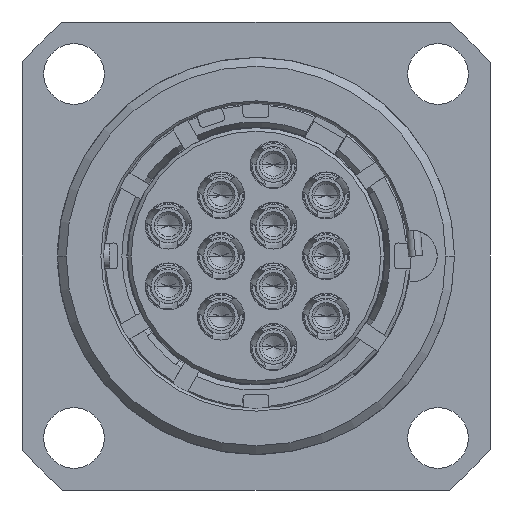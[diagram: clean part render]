
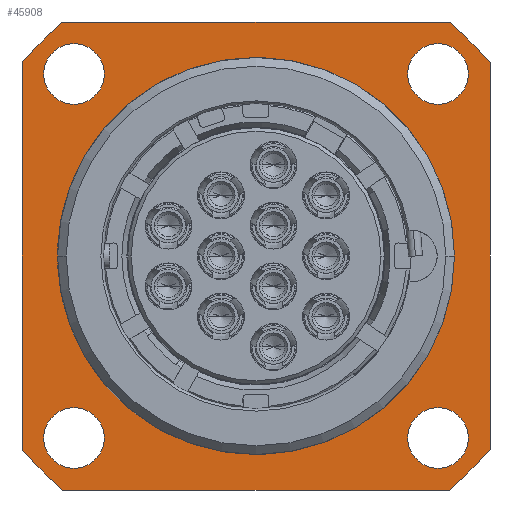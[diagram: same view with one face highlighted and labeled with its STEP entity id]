
A CAD part, left-side view. The second image highlights one B-rep face of the part: STEP entity #45908.
In plain terms, the highlighted planar face has unit normal (-1, 0, 0).
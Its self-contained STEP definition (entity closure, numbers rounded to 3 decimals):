
#13217=CARTESIAN_POINT('',(5.6,0.,0.));
#13218=DIRECTION('',(-1.,0.,0.));
#13219=DIRECTION('',(0.,0.998,-0.061));
#13220=AXIS2_PLACEMENT_3D('',#13217,#13218,#13219);
#13235=DIRECTION('',(0.,1.,0.));
#13236=VECTOR('',#13235,0.19);
#13237=CARTESIAN_POINT('',(5.6,11.239,-0.7));
#13238=LINE('2046',#13237,#13236);
#13252=DIRECTION('',(0.,1.,0.));
#13253=VECTOR('',#13252,0.19);
#13254=CARTESIAN_POINT('',(5.6,11.239,0.7));
#13255=LINE('2045',#13254,#13253);
#13268=DIRECTION('',(0.,0.,1.));
#13269=VECTOR('',#13268,22.271);
#13270=CARTESIAN_POINT('',(5.6,-13.5,-11.136));
#13271=LINE('1895',#13270,#13269);
#13272=CARTESIAN_POINT('',(5.6,0.,0.));
#13273=DIRECTION('',(-1.,0.,0.));
#13274=DIRECTION('',(0.,-0.636,-0.771));
#13275=AXIS2_PLACEMENT_3D('',#13272,#13273,#13274);
#13277=DIRECTION('',(0.,-1.,0.));
#13278=VECTOR('',#13277,22.271);
#13279=CARTESIAN_POINT('',(5.6,11.136,-13.5));
#13280=LINE('1897',#13279,#13278);
#13281=CARTESIAN_POINT('',(5.6,0.,0.));
#13282=DIRECTION('',(-1.,0.,0.));
#13283=DIRECTION('',(0.,0.771,-0.636));
#13284=AXIS2_PLACEMENT_3D('',#13281,#13282,#13283);
#13286=DIRECTION('',(0.,0.,-1.));
#13287=VECTOR('',#13286,22.271);
#13288=CARTESIAN_POINT('',(5.6,13.5,11.136));
#13289=LINE('1899',#13288,#13287);
#13290=CARTESIAN_POINT('',(5.6,0.,0.));
#13291=DIRECTION('',(-1.,0.,0.));
#13292=DIRECTION('',(0.,0.636,0.771));
#13293=AXIS2_PLACEMENT_3D('',#13290,#13291,#13292);
#13295=DIRECTION('',(0.,1.,0.));
#13296=VECTOR('',#13295,22.271);
#13297=CARTESIAN_POINT('',(5.6,-11.136,13.5));
#13298=LINE('1901',#13297,#13296);
#13299=CARTESIAN_POINT('',(5.6,0.,0.));
#13300=DIRECTION('',(-1.,0.,0.));
#13301=DIRECTION('',(0.,-0.771,0.636));
#13302=AXIS2_PLACEMENT_3D('',#13299,#13300,#13301);
#13304=CARTESIAN_POINT('',(5.6,10.5,10.5));
#13305=DIRECTION('',(1.,0.,0.));
#13306=DIRECTION('',(0.,1.,0.));
#13307=AXIS2_PLACEMENT_3D('',#13304,#13305,#13306);
#13309=CARTESIAN_POINT('',(5.6,10.5,10.5));
#13310=DIRECTION('',(1.,0.,0.));
#13311=DIRECTION('',(0.,-1.,0.));
#13312=AXIS2_PLACEMENT_3D('',#13309,#13310,#13311);
#13314=CARTESIAN_POINT('',(5.6,10.5,-10.5));
#13315=DIRECTION('',(1.,0.,0.));
#13316=DIRECTION('',(0.,1.,0.));
#13317=AXIS2_PLACEMENT_3D('',#13314,#13315,#13316);
#13319=CARTESIAN_POINT('',(5.6,10.5,-10.5));
#13320=DIRECTION('',(1.,0.,0.));
#13321=DIRECTION('',(0.,-1.,0.));
#13322=AXIS2_PLACEMENT_3D('',#13319,#13320,#13321);
#13324=CARTESIAN_POINT('',(5.6,-10.5,-10.5));
#13325=DIRECTION('',(1.,0.,0.));
#13326=DIRECTION('',(0.,1.,0.));
#13327=AXIS2_PLACEMENT_3D('',#13324,#13325,#13326);
#13329=CARTESIAN_POINT('',(5.6,-10.5,-10.5));
#13330=DIRECTION('',(1.,0.,0.));
#13331=DIRECTION('',(0.,-1.,0.));
#13332=AXIS2_PLACEMENT_3D('',#13329,#13330,#13331);
#13334=CARTESIAN_POINT('',(5.6,-10.5,10.5));
#13335=DIRECTION('',(1.,0.,0.));
#13336=DIRECTION('',(0.,1.,0.));
#13337=AXIS2_PLACEMENT_3D('',#13334,#13335,#13336);
#13339=CARTESIAN_POINT('',(5.6,-10.5,10.5));
#13340=DIRECTION('',(1.,0.,0.));
#13341=DIRECTION('',(0.,-1.,0.));
#13342=AXIS2_PLACEMENT_3D('',#13339,#13340,#13341);
#13344=DIRECTION('',(0.,0.,-1.));
#13345=VECTOR('',#13344,1.4);
#13346=CARTESIAN_POINT('',(5.6,11.239,0.7));
#13347=LINE('2044',#13346,#13345);
#19050=CARTESIAN_POINT('',(5.6,0.,0.));
#19051=DIRECTION('',(-1.,0.,0.));
#19052=DIRECTION('',(0.,-1.,0.));
#19053=AXIS2_PLACEMENT_3D('',#19050,#19051,#19052);
#19138=CARTESIAN_POINT('',(5.6,-13.5,-11.136));
#19139=CARTESIAN_POINT('',(5.6,-13.5,11.136));
#19140=VERTEX_POINT('',#19138);
#19141=VERTEX_POINT('',#19139);
#19142=CARTESIAN_POINT('',(5.6,-11.136,-13.5));
#19143=VERTEX_POINT('',#19142);
#19144=CARTESIAN_POINT('',(5.6,11.136,-13.5));
#19145=VERTEX_POINT('',#19144);
#19146=CARTESIAN_POINT('',(5.6,13.5,-11.136));
#19147=VERTEX_POINT('',#19146);
#19148=CARTESIAN_POINT('',(5.6,13.5,11.136));
#19149=VERTEX_POINT('',#19148);
#19150=CARTESIAN_POINT('',(5.6,11.136,13.5));
#19151=VERTEX_POINT('',#19150);
#19152=CARTESIAN_POINT('',(5.6,-11.136,13.5));
#19153=VERTEX_POINT('',#19152);
#19162=CARTESIAN_POINT('',(5.6,-11.45,0.));
#19163=VERTEX_POINT('',#19162);
#19168=CARTESIAN_POINT('',(5.6,12.25,10.5));
#19169=CARTESIAN_POINT('',(5.6,8.75,10.5));
#19170=VERTEX_POINT('',#19168);
#19171=VERTEX_POINT('',#19169);
#19176=CARTESIAN_POINT('',(5.6,12.25,-10.5));
#19177=CARTESIAN_POINT('',(5.6,8.75,-10.5));
#19178=VERTEX_POINT('',#19176);
#19179=VERTEX_POINT('',#19177);
#19184=CARTESIAN_POINT('',(5.6,-8.75,-10.5));
#19185=CARTESIAN_POINT('',(5.6,-12.25,-10.5));
#19186=VERTEX_POINT('',#19184);
#19187=VERTEX_POINT('',#19185);
#19192=CARTESIAN_POINT('',(5.6,-8.75,10.5));
#19193=CARTESIAN_POINT('',(5.6,-12.25,10.5));
#19194=VERTEX_POINT('',#19192);
#19195=VERTEX_POINT('',#19193);
#19260=CARTESIAN_POINT('',(5.6,11.429,0.7));
#19262=VERTEX_POINT('',#19260);
#19264=CARTESIAN_POINT('',(5.6,11.429,-0.7));
#19266=VERTEX_POINT('',#19264);
#19316=CARTESIAN_POINT('',(5.6,11.239,0.7));
#19317=CARTESIAN_POINT('',(5.6,11.239,-0.7));
#19318=VERTEX_POINT('',#19316);
#19319=VERTEX_POINT('',#19317);
#45853=CARTESIAN_POINT('',(5.6,0.,0.));
#45854=DIRECTION('',(1.,0.,0.));
#45855=DIRECTION('',(0.,0.,-1.));
#45856=AXIS2_PLACEMENT_3D('',#45853,#45854,#45855);
#45857=PLANE('273',#45856);
#45859=ORIENTED_EDGE('1895',*,*,#45858,.F.);
#45861=ORIENTED_EDGE('1896',*,*,#45860,.F.);
#45863=ORIENTED_EDGE('1897',*,*,#45862,.F.);
#45865=ORIENTED_EDGE('1898',*,*,#45864,.F.);
#45867=ORIENTED_EDGE('1899',*,*,#45866,.F.);
#45869=ORIENTED_EDGE('1900',*,*,#45868,.F.);
#45871=ORIENTED_EDGE('1901',*,*,#45870,.F.);
#45873=ORIENTED_EDGE('1902',*,*,#45872,.F.);
#45874=EDGE_LOOP('273',(#45859,#45861,#45863,#45865,#45867,#45869,#45871,
#45873));
#45875=FACE_OUTER_BOUND('273',#45874,.F.);
#45877=ORIENTED_EDGE('1918',*,*,#45876,.F.);
#45879=ORIENTED_EDGE('1919',*,*,#45878,.F.);
#45880=EDGE_LOOP('273',(#45877,#45879));
#45881=FACE_BOUND('273',#45880,.F.);
#45883=ORIENTED_EDGE('1924',*,*,#45882,.F.);
#45885=ORIENTED_EDGE('1925',*,*,#45884,.F.);
#45886=EDGE_LOOP('273',(#45883,#45885));
#45887=FACE_BOUND('273',#45886,.F.);
#45889=ORIENTED_EDGE('1930',*,*,#45888,.F.);
#45891=ORIENTED_EDGE('1931',*,*,#45890,.F.);
#45892=EDGE_LOOP('273',(#45889,#45891));
#45893=FACE_BOUND('273',#45892,.F.);
#45895=ORIENTED_EDGE('1936',*,*,#45894,.F.);
#45897=ORIENTED_EDGE('1937',*,*,#45896,.F.);
#45898=EDGE_LOOP('273',(#45895,#45897));
#45899=FACE_BOUND('273',#45898,.F.);
#45900=ORIENTED_EDGE('2044',*,*,#45840,.T.);
#45901=ORIENTED_EDGE('2046',*,*,#45771,.T.);
#45902=ORIENTED_EDGE('1994',*,*,#45747,.T.);
#45904=ORIENTED_EDGE('1993',*,*,#45903,.T.);
#45905=ORIENTED_EDGE('2045',*,*,#45815,.F.);
#45906=EDGE_LOOP('273',(#45900,#45901,#45902,#45904,#45905));
#45907=FACE_BOUND('273',#45906,.F.);
#13221=CIRCLE('1994',#13220,11.45);
#13276=CIRCLE('1896',#13275,17.5);
#13285=CIRCLE('1898',#13284,17.5);
#13294=CIRCLE('1900',#13293,17.5);
#13303=CIRCLE('1902',#13302,17.5);
#13308=CIRCLE('1918',#13307,1.75);
#13313=CIRCLE('1919',#13312,1.75);
#13318=CIRCLE('1924',#13317,1.75);
#13323=CIRCLE('1925',#13322,1.75);
#13328=CIRCLE('1930',#13327,1.75);
#13333=CIRCLE('1931',#13332,1.75);
#13338=CIRCLE('1936',#13337,1.75);
#13343=CIRCLE('1937',#13342,1.75);
#19054=CIRCLE('1993',#19053,11.45);
#45747=EDGE_CURVE('1994',#19266,#19163,#13221,.T.);
#45771=EDGE_CURVE('2046',#19319,#19266,#13238,.T.);
#45815=EDGE_CURVE('2045',#19318,#19262,#13255,.T.);
#45840=EDGE_CURVE('2044',#19318,#19319,#13347,.T.);
#45858=EDGE_CURVE('1895',#19140,#19141,#13271,.T.);
#45860=EDGE_CURVE('1896',#19143,#19140,#13276,.T.);
#45862=EDGE_CURVE('1897',#19145,#19143,#13280,.T.);
#45864=EDGE_CURVE('1898',#19147,#19145,#13285,.T.);
#45866=EDGE_CURVE('1899',#19149,#19147,#13289,.T.);
#45868=EDGE_CURVE('1900',#19151,#19149,#13294,.T.);
#45870=EDGE_CURVE('1901',#19153,#19151,#13298,.T.);
#45872=EDGE_CURVE('1902',#19141,#19153,#13303,.T.);
#45876=EDGE_CURVE('1918',#19170,#19171,#13308,.T.);
#45878=EDGE_CURVE('1919',#19171,#19170,#13313,.T.);
#45882=EDGE_CURVE('1924',#19178,#19179,#13318,.T.);
#45884=EDGE_CURVE('1925',#19179,#19178,#13323,.T.);
#45888=EDGE_CURVE('1930',#19186,#19187,#13328,.T.);
#45890=EDGE_CURVE('1931',#19187,#19186,#13333,.T.);
#45894=EDGE_CURVE('1936',#19194,#19195,#13338,.T.);
#45896=EDGE_CURVE('1937',#19195,#19194,#13343,.T.);
#45903=EDGE_CURVE('1993',#19163,#19262,#19054,.T.);
#45908=ADVANCED_FACE('273',(#45875,#45881,#45887,#45893,#45899,#45907),#45857,
.F.);
